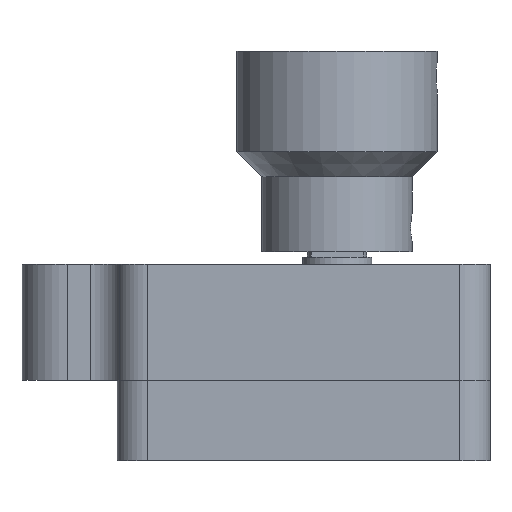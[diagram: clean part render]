
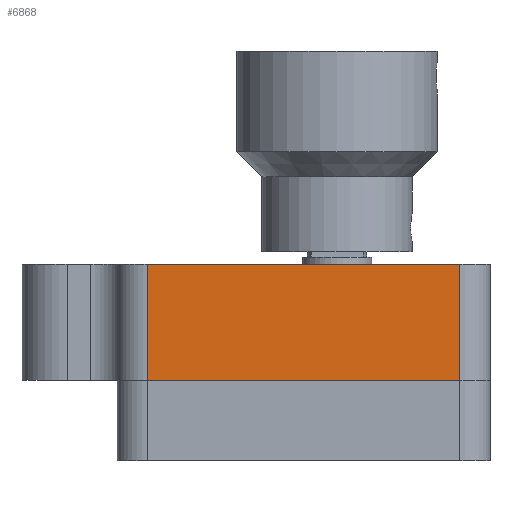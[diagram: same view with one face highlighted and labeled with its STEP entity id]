
A CAD part, front view. The second image highlights one B-rep face of the part: STEP entity #6868.
In plain terms, the highlighted planar face has unit normal (0, -1, 0).
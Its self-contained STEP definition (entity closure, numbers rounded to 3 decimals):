
#209 = ORIENTED_EDGE ( 'NONE', *, *, #4005, .T. ) ;
#668 = EDGE_CURVE ( 'NONE', #2624, #2779, #5010, .T. ) ;
#803 = VECTOR ( 'NONE', #4403, 1000. ) ;
#895 = ORIENTED_EDGE ( 'NONE', *, *, #4413, .T. ) ;
#988 = CARTESIAN_POINT ( 'NONE',  ( 14.95, -18., 11.6 ) ) ;
#1054 = DIRECTION ( 'NONE',  ( 1., 0., 0. ) ) ;
#1387 = CARTESIAN_POINT ( 'NONE',  ( -16.2, -18., 0. ) ) ;
#1420 = CARTESIAN_POINT ( 'NONE',  ( 17.95, -18., 11.6 ) ) ;
#1610 = EDGE_LOOP ( 'NONE', ( #209, #895, #6673, #3547 ) ) ;
#2061 = DIRECTION ( 'NONE',  ( -1., 0., 0. ) ) ;
#2157 = CARTESIAN_POINT ( 'NONE',  ( 17.95, -18., 0. ) ) ;
#2250 = DIRECTION ( 'NONE',  ( 0., 0., 1. ) ) ;
#2493 = VECTOR ( 'NONE', #7384, 1000. ) ;
#2624 = VERTEX_POINT ( 'NONE', #2951 ) ;
#2779 = VERTEX_POINT ( 'NONE', #1387 ) ;
#2951 = CARTESIAN_POINT ( 'NONE',  ( -16.2, -18., 11.6 ) ) ;
#3275 = VERTEX_POINT ( 'NONE', #6944 ) ;
#3400 = PLANE ( 'NONE',  #6705 ) ;
#3547 = ORIENTED_EDGE ( 'NONE', *, *, #668, .T. ) ;
#4005 = EDGE_CURVE ( 'NONE', #2779, #3275, #7388, .T. ) ;
#4034 = CARTESIAN_POINT ( 'NONE',  ( 14.95, -18., 11.6 ) ) ;
#4403 = DIRECTION ( 'NONE',  ( 1., 0., 0. ) ) ;
#4413 = EDGE_CURVE ( 'NONE', #3275, #6362, #6306, .T. ) ;
#4435 = FACE_OUTER_BOUND ( 'NONE', #1610, .T. ) ;
#4802 = VECTOR ( 'NONE', #2250, 1000. ) ;
#5010 = LINE ( 'NONE', #7340, #2493 ) ;
#5482 = EDGE_CURVE ( 'NONE', #2624, #6362, #7267, .T. ) ;
#6276 = VECTOR ( 'NONE', #1054, 1000. ) ;
#6306 = LINE ( 'NONE', #4034, #4802 ) ;
#6362 = VERTEX_POINT ( 'NONE', #988 ) ;
#6673 = ORIENTED_EDGE ( 'NONE', *, *, #5482, .F. ) ;
#6693 = CARTESIAN_POINT ( 'NONE',  ( 17.95, -18., 11.6 ) ) ;
#6705 = AXIS2_PLACEMENT_3D ( 'NONE', #1420, #6727, #2061 ) ;
#6727 = DIRECTION ( 'NONE',  ( 0., 1., 0. ) ) ;
#6868 = ADVANCED_FACE ( 'NONE', ( #4435 ), #3400, .F. ) ;
#6944 = CARTESIAN_POINT ( 'NONE',  ( 14.95, -18., 0. ) ) ;
#7267 = LINE ( 'NONE', #6693, #803 ) ;
#7340 = CARTESIAN_POINT ( 'NONE',  ( -16.2, -18., 11.6 ) ) ;
#7384 = DIRECTION ( 'NONE',  ( 0., 0., -1. ) ) ;
#7388 = LINE ( 'NONE', #2157, #6276 ) ;
